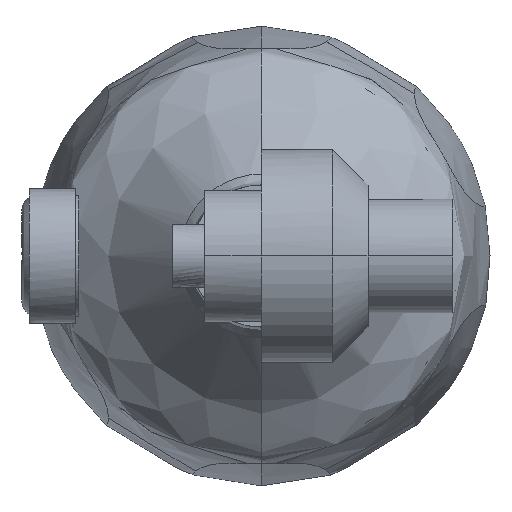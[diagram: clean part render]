
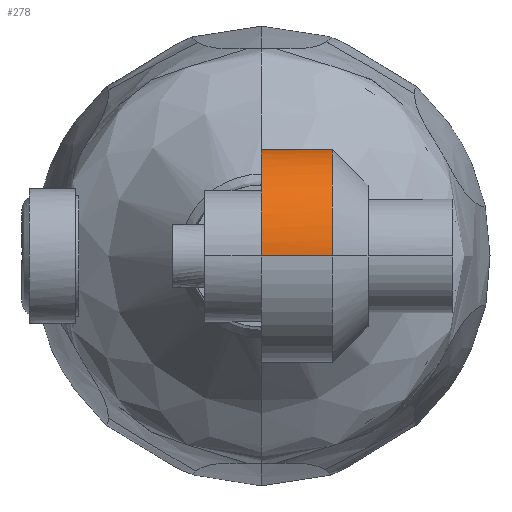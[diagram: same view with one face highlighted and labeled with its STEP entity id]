
A CAD part, front view. The second image highlights one B-rep face of the part: STEP entity #278.
In plain terms, the highlighted free-form (B-spline) face has degree [1, 2] with [2, 5] control points.
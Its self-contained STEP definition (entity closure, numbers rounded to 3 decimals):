
#278=ADVANCED_FACE('',(#720),#6217,.T.);
#720=FACE_OUTER_BOUND('',#1180,.T.);
#1180=EDGE_LOOP('',(#1933,#1934,#1935,#1936,#1937));
#1933=ORIENTED_EDGE('',*,*,#3725,.F.);
#1934=ORIENTED_EDGE('',*,*,#3724,.T.);
#1935=ORIENTED_EDGE('',*,*,#3726,.T.);
#1936=ORIENTED_EDGE('',*,*,#3703,.T.);
#1937=ORIENTED_EDGE('',*,*,#3752,.F.);
#3703=EDGE_CURVE('',#5639,#5664,#4790,.T.);
#3724=EDGE_CURVE('',#5657,#5655,#4566,.T.);
#3725=EDGE_CURVE('',#5657,#5671,#4811,.T.);
#3726=EDGE_CURVE('',#5655,#5639,#4812,.T.);
#3752=EDGE_CURVE('',#5671,#5664,#4834,.T.);
#4566=B_SPLINE_CURVE_WITH_KNOTS('',3,(#20912,#20913,#20914,#20915,#20916,
#20917,#20918,#20919,#20920,#20921,#20922),.UNSPECIFIED.,.F.,.F.,(4,2,3,
2,4),(0.,6.499,12.937,19.367,25.836),
 .UNSPECIFIED.);
#4790=(
BOUNDED_CURVE()
B_SPLINE_CURVE(2,(#20826,#20827,#20828,#20829,#20830),.UNSPECIFIED.,.F.,
 .F.)
B_SPLINE_CURVE_WITH_KNOTS((3,2,3),(0.,47.124,94.248),
 .UNSPECIFIED.)
CURVE()
GEOMETRIC_REPRESENTATION_ITEM()
RATIONAL_B_SPLINE_CURVE((1.,0.707,1.,0.707,1.))
REPRESENTATION_ITEM('')
);
#4811=(
BOUNDED_CURVE()
B_SPLINE_CURVE(2,(#20923,#20924,#20925,#20926,#20927),.UNSPECIFIED.,.F.,
 .F.)
B_SPLINE_CURVE_WITH_KNOTS((3,2,3),(17.197,47.124,94.248),
 .UNSPECIFIED.)
CURVE()
GEOMETRIC_REPRESENTATION_ITEM()
RATIONAL_B_SPLINE_CURVE((1.,0.876,1.,0.707,1.))
REPRESENTATION_ITEM('')
);
#4812=(
BOUNDED_CURVE()
B_SPLINE_CURVE(1,(#20928,#20929),.UNSPECIFIED.,.F.,.F.)
B_SPLINE_CURVE_WITH_KNOTS((2,2),(16.,20.),.UNSPECIFIED.)
CURVE()
GEOMETRIC_REPRESENTATION_ITEM()
RATIONAL_B_SPLINE_CURVE((1.,1.))
REPRESENTATION_ITEM('')
);
#4834=(
BOUNDED_CURVE()
B_SPLINE_CURVE(1,(#21047,#21048),.UNSPECIFIED.,.F.,.F.)
B_SPLINE_CURVE_WITH_KNOTS((2,2),(0.,20.),.UNSPECIFIED.)
CURVE()
GEOMETRIC_REPRESENTATION_ITEM()
RATIONAL_B_SPLINE_CURVE((1.,1.))
REPRESENTATION_ITEM('')
);
#5639=VERTEX_POINT('',#20658);
#5655=VERTEX_POINT('',#20674);
#5657=VERTEX_POINT('',#20676);
#5664=VERTEX_POINT('',#20683);
#5671=VERTEX_POINT('',#20690);
#6217=(
BOUNDED_SURFACE()
B_SPLINE_SURFACE(1,2,((#20317,#20318,#20319,#20320,#20321),(#20322,#20323,
#20324,#20325,#20326)),.UNSPECIFIED.,.F.,.F.,.F.)
B_SPLINE_SURFACE_WITH_KNOTS((2,2),(3,2,3),(0.,20.),(0.,47.124,
94.248),.UNSPECIFIED.)
GEOMETRIC_REPRESENTATION_ITEM()
RATIONAL_B_SPLINE_SURFACE(((1.,0.707,1.,0.707,1.),
(1.,0.707,1.,0.707,1.)))
REPRESENTATION_ITEM('')
SURFACE()
);
#20317=CARTESIAN_POINT('',(0.,-177.102,0.));
#20318=CARTESIAN_POINT('',(0.,-177.102,30.));
#20319=CARTESIAN_POINT('',(0.,-207.102,30.));
#20320=CARTESIAN_POINT('',(0.,-237.102,30.));
#20321=CARTESIAN_POINT('',(0.,-237.102,0.));
#20322=CARTESIAN_POINT('',(20.,-177.102,0.));
#20323=CARTESIAN_POINT('',(20.,-177.102,30.));
#20324=CARTESIAN_POINT('',(20.,-207.102,30.));
#20325=CARTESIAN_POINT('',(20.,-237.102,30.));
#20326=CARTESIAN_POINT('',(20.,-237.102,0.));
#20658=CARTESIAN_POINT('',(20.,-177.102,0.));
#20674=CARTESIAN_POINT('',(16.,-177.102,0.));
#20676=CARTESIAN_POINT('',(0.,-181.725,16.));
#20683=CARTESIAN_POINT('',(20.,-237.102,0.));
#20690=CARTESIAN_POINT('',(0.,-237.102,0.));
#20826=CARTESIAN_POINT('',(20.,-177.102,0.));
#20827=CARTESIAN_POINT('',(20.,-177.102,30.));
#20828=CARTESIAN_POINT('',(20.,-207.102,30.));
#20829=CARTESIAN_POINT('',(20.,-237.102,30.));
#20830=CARTESIAN_POINT('',(20.,-237.102,0.));
#20912=CARTESIAN_POINT('',(0.,-181.725,16.));
#20913=CARTESIAN_POINT('',(2.165,-181.725,16.));
#20914=CARTESIAN_POINT('',(4.262,-181.439,15.566));
#20915=CARTESIAN_POINT('',(8.131,-180.52,13.937));
#20916=CARTESIAN_POINT('',(9.862,-179.908,12.765));
#20917=CARTESIAN_POINT('',(11.314,-179.318,11.314));
#20918=CARTESIAN_POINT('',(12.764,-178.727,9.864));
#20919=CARTESIAN_POINT('',(13.937,-178.159,8.134));
#20920=CARTESIAN_POINT('',(15.568,-177.339,4.254));
#20921=CARTESIAN_POINT('',(16.,-177.102,2.154));
#20922=CARTESIAN_POINT('',(16.,-177.102,0.));
#20923=CARTESIAN_POINT('',(0.,-181.725,16.));
#20924=CARTESIAN_POINT('',(0.,-190.552,30.));
#20925=CARTESIAN_POINT('',(0.,-207.102,30.));
#20926=CARTESIAN_POINT('',(0.,-237.102,30.));
#20927=CARTESIAN_POINT('',(0.,-237.102,0.));
#20928=CARTESIAN_POINT('',(16.,-177.102,0.));
#20929=CARTESIAN_POINT('',(20.,-177.102,0.));
#21047=CARTESIAN_POINT('',(0.,-237.102,0.));
#21048=CARTESIAN_POINT('',(20.,-237.102,0.));
